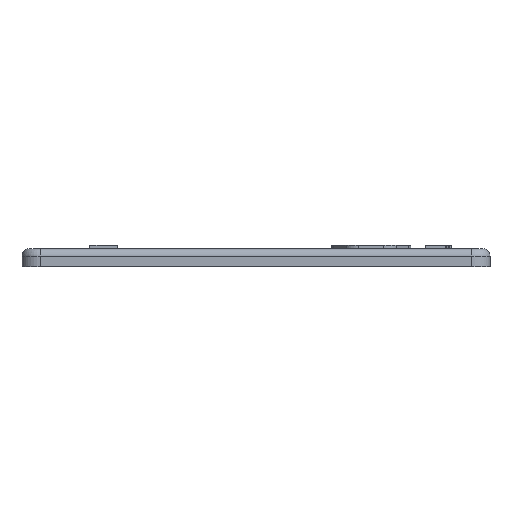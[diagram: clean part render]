
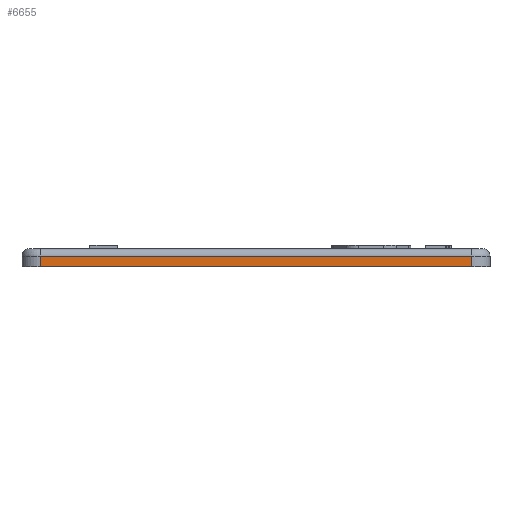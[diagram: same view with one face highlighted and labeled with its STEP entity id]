
A CAD part, left-side view. The second image highlights one B-rep face of the part: STEP entity #6655.
In plain terms, the highlighted planar face has unit normal (-1, 0, 0).
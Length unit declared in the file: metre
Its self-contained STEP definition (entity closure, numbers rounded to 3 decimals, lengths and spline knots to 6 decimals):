
#580=ORIENTED_EDGE('',*,*,#2577,.T.);
#581=ORIENTED_EDGE('',*,*,#2578,.T.);
#582=ORIENTED_EDGE('',*,*,#2579,.T.);
#583=ORIENTED_EDGE('',*,*,#2580,.T.);
#2577=EDGE_CURVE('',#3575,#3576,#4162,.F.);
#2578=EDGE_CURVE('',#3576,#3577,#4163,.F.);
#2579=EDGE_CURVE('',#3577,#3578,#4164,.T.);
#2580=EDGE_CURVE('',#3578,#3575,#4165,.T.);
#3575=VERTEX_POINT('',#9525);
#3576=VERTEX_POINT('',#9526);
#3577=VERTEX_POINT('',#9528);
#3578=VERTEX_POINT('',#9530);
#4162=LINE('',#9524,#4927);
#4163=LINE('',#9527,#4928);
#4164=LINE('',#9529,#4929);
#4165=LINE('',#9531,#4930);
#4927=VECTOR('',#7660,1.);
#4928=VECTOR('',#7661,1.);
#4929=VECTOR('',#7662,1.);
#4930=VECTOR('',#7663,1.);
#5579=EDGE_LOOP('',(#580,#581,#582,#583));
#6006=FACE_BOUND('',#5579,.T.);
#6414=PLANE('',#7070);
#6655=ADVANCED_FACE('',(#6006),#6414,.F.);
#7070=AXIS2_PLACEMENT_3D('',#9523,#7658,#7659);
#7658=DIRECTION('',(1.,0.,0.));
#7659=DIRECTION('',(0.,0.,-1.));
#7660=DIRECTION('',(0.,0.,-1.));
#7661=DIRECTION('',(0.,-1.,0.));
#7662=DIRECTION('',(0.,0.,-1.));
#7663=DIRECTION('',(0.,-1.,0.));
#9523=CARTESIAN_POINT('',(-0.070436,0.012083,0.028));
#9524=CARTESIAN_POINT('',(-0.070436,-0.047417,0.028));
#9525=CARTESIAN_POINT('',(-0.070436,-0.047417,0.023));
#9526=CARTESIAN_POINT('',(-0.070436,-0.047417,0.026));
#9527=CARTESIAN_POINT('',(-0.070436,0.071583,0.026));
#9528=CARTESIAN_POINT('',(-0.070436,0.071583,0.026));
#9529=CARTESIAN_POINT('',(-0.070436,0.071583,0.023));
#9530=CARTESIAN_POINT('',(-0.070436,0.071583,0.023));
#9531=CARTESIAN_POINT('',(-0.070436,0.012083,0.023));
